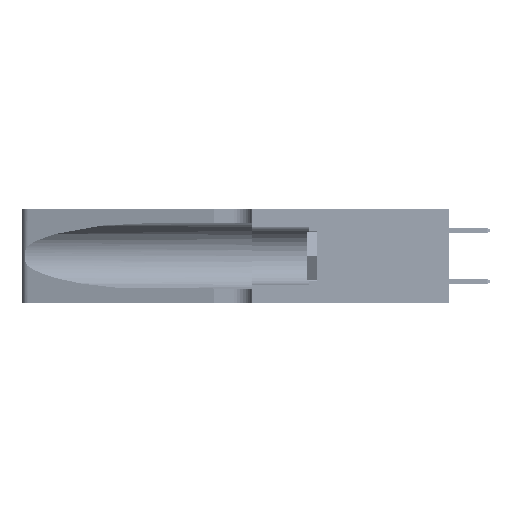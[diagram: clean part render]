
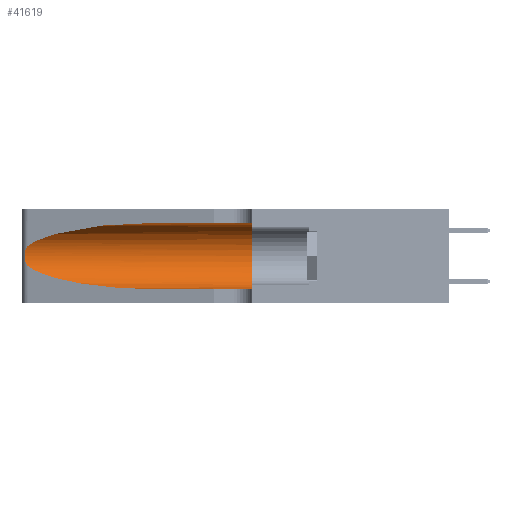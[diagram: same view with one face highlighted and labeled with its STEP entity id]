
A CAD part, left-side view. The second image highlights one B-rep face of the part: STEP entity #41619.
In plain terms, the highlighted cylindrical face has radius 3.308 mm (diameter 6.617 mm), a partial arc.
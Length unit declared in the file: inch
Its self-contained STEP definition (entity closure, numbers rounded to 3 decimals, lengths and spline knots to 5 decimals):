
#1187 = EDGE_CURVE ( 'NONE', #8097, #43636, #8749, .T. ) ;
#1252 = CARTESIAN_POINT ( 'NONE',  ( 0.25487, 1.22718, 0.22369 ) ) ;
#1422 = CARTESIAN_POINT ( 'NONE',  ( 0.26075, 1.23896, 0.19203 ) ) ;
#2264 = CARTESIAN_POINT ( 'NONE',  ( 0.1305, 0.35, 0.31525 ) ) ;
#4731 = VERTEX_POINT ( 'NONE', #30658 ) ;
#4944 = CIRCLE ( 'NONE', #46193, 0.13025 ) ;
#5114 = LINE ( 'NONE', #52070, #47800 ) ;
#5632 = CARTESIAN_POINT ( 'NONE',  ( 0.26017, 1.23833, 0.17102 ) ) ;
#5976 = EDGE_CURVE ( 'NONE', #4731, #16468, #5114, .T. ) ;
#8097 = VERTEX_POINT ( 'NONE', #36627 ) ;
#8749 =( BOUNDED_CURVE ( )  B_SPLINE_CURVE ( 3, ( #17028, #12859, #41833, #45929 ),
 .UNSPECIFIED., .F., .F. ) 
 B_SPLINE_CURVE_WITH_KNOTS ( ( 4, 4 ),
 ( 1.5708, 2.84003 ),
 .UNSPECIFIED. ) 
 CURVE ( )  GEOMETRIC_REPRESENTATION_ITEM ( )  RATIONAL_B_SPLINE_CURVE ( ( 1., 0.87, 0.87, 1. ) ) 
 REPRESENTATION_ITEM ( '' )  );
#9726 = EDGE_LOOP ( 'NONE', ( #34196, #45892, #20136, #32051, #42254, #43048 ) ) ;
#9817 = CARTESIAN_POINT ( 'NONE',  ( 0.25789, 1.23486, 0.15765 ) ) ;
#10058 = CARTESIAN_POINT ( 'NONE',  ( 0.1305, 0.35, 0.185 ) ) ;
#12069 = EDGE_CURVE ( 'NONE', #28448, #4731, #35171, .T. ) ;
#12859 = CARTESIAN_POINT ( 'NONE',  ( 0.18966, 0.96281, 0.31525 ) ) ;
#12956 = EDGE_CURVE ( 'NONE', #43636, #28448, #16516, .T. ) ;
#13708 = EDGE_CURVE ( 'NONE', #8097, #27455, #29512, .T. ) ;
#13726 = CARTESIAN_POINT ( 'NONE',  ( 0.25555, 1.22994, 0.2215 ) ) ;
#13905 = CARTESIAN_POINT ( 'NONE',  ( 0.25555, 1.22993, 0.14849 ) ) ;
#14155 = DIRECTION ( 'NONE',  ( 0., 0., 1. ) ) ;
#14386 = DIRECTION ( 'NONE',  ( 0., -1., 0. ) ) ;
#16468 = VERTEX_POINT ( 'NONE', #43150 ) ;
#16516 = B_SPLINE_CURVE_WITH_KNOTS ( 'NONE', 3,
 ( #1252, #13726, #46846, #22095, #50975, #26227, #1422, #30404, #5632, #34595, #9817, #38755, #13905, #42890 ),
 .UNSPECIFIED., .F., .F.,
 ( 4, 2, 2, 2, 2, 2, 4 ),
 ( 0., 0.00027, 0.00053, 0.00107, 0.0016, 0.00187, 0.00214 ),
 .UNSPECIFIED. ) ;
#17028 = CARTESIAN_POINT ( 'NONE',  ( 0.1305, 0.72297, 0.31525 ) ) ;
#17217 = VECTOR ( 'NONE', #14386, 39.37008 ) ;
#19829 = CARTESIAN_POINT ( 'NONE',  ( 0.25487, 1.22718, 0.14631 ) ) ;
#20136 = ORIENTED_EDGE ( 'NONE', *, *, #12069, .T. ) ;
#22095 = CARTESIAN_POINT ( 'NONE',  ( 0.25787, 1.23484, 0.2124 ) ) ;
#23996 = CARTESIAN_POINT ( 'NONE',  ( 0.2373, 1.15595, 0.08982 ) ) ;
#24654 = CARTESIAN_POINT ( 'NONE',  ( 0.1305, 1.61858, 0.185 ) ) ;
#26227 = CARTESIAN_POINT ( 'NONE',  ( 0.26018, 1.23835, 0.19895 ) ) ;
#27323 = DIRECTION ( 'NONE',  ( 0., -1., 0. ) ) ;
#27455 = VERTEX_POINT ( 'NONE', #2264 ) ;
#28148 = CARTESIAN_POINT ( 'NONE',  ( 0.1305, 0.72297, 0.05475 ) ) ;
#28448 = VERTEX_POINT ( 'NONE', #49540 ) ;
#29512 = LINE ( 'NONE', #35054, #17217 ) ;
#30404 = CARTESIAN_POINT ( 'NONE',  ( 0.26075, 1.23896, 0.178 ) ) ;
#30658 = CARTESIAN_POINT ( 'NONE',  ( 0.1305, 0.72297, 0.05475 ) ) ;
#32051 = ORIENTED_EDGE ( 'NONE', *, *, #5976, .T. ) ;
#34196 = ORIENTED_EDGE ( 'NONE', *, *, #1187, .T. ) ;
#34595 = CARTESIAN_POINT ( 'NONE',  ( 0.25856, 1.23593, 0.16098 ) ) ;
#35054 = CARTESIAN_POINT ( 'NONE',  ( 0.1305, 1.61858, 0.31525 ) ) ;
#35171 =( BOUNDED_CURVE ( )  B_SPLINE_CURVE ( 3, ( #19829, #23996, #52852, #28148 ),
 .UNSPECIFIED., .F., .F. ) 
 B_SPLINE_CURVE_WITH_KNOTS ( ( 4, 4 ),
 ( 3.44316, 4.71239 ),
 .UNSPECIFIED. ) 
 CURVE ( )  GEOMETRIC_REPRESENTATION_ITEM ( )  RATIONAL_B_SPLINE_CURVE ( ( 1., 0.87, 0.87, 1. ) ) 
 REPRESENTATION_ITEM ( '' )  );
#36627 = CARTESIAN_POINT ( 'NONE',  ( 0.1305, 0.72297, 0.31525 ) ) ;
#37289 = CYLINDRICAL_SURFACE ( 'NONE', #39048, 0.13025 ) ;
#38755 = CARTESIAN_POINT ( 'NONE',  ( 0.25639, 1.23186, 0.15144 ) ) ;
#38980 = DIRECTION ( 'NONE',  ( 0., 1., 0. ) ) ;
#39048 = AXIS2_PLACEMENT_3D ( 'NONE', #24654, #53528, #45243 ) ;
#41619 = ADVANCED_FACE ( 'NONE', ( #48398 ), #37289, .F. ) ;
#41833 = CARTESIAN_POINT ( 'NONE',  ( 0.2373, 1.15595, 0.28018 ) ) ;
#42254 = ORIENTED_EDGE ( 'NONE', *, *, #51795, .F. ) ;
#42556 = CARTESIAN_POINT ( 'NONE',  ( 0.25487, 1.22718, 0.22369 ) ) ;
#42890 = CARTESIAN_POINT ( 'NONE',  ( 0.25487, 1.22718, 0.14631 ) ) ;
#43048 = ORIENTED_EDGE ( 'NONE', *, *, #13708, .F. ) ;
#43150 = CARTESIAN_POINT ( 'NONE',  ( 0.1305, 0.35, 0.05475 ) ) ;
#43636 = VERTEX_POINT ( 'NONE', #42556 ) ;
#45243 = DIRECTION ( 'NONE',  ( 0., 0., -1. ) ) ;
#45892 = ORIENTED_EDGE ( 'NONE', *, *, #12956, .T. ) ;
#45929 = CARTESIAN_POINT ( 'NONE',  ( 0.25487, 1.22718, 0.22369 ) ) ;
#46193 = AXIS2_PLACEMENT_3D ( 'NONE', #10058, #38980, #14155 ) ;
#46846 = CARTESIAN_POINT ( 'NONE',  ( 0.25639, 1.23184, 0.21858 ) ) ;
#47800 = VECTOR ( 'NONE', #27323, 39.37008 ) ;
#48398 = FACE_OUTER_BOUND ( 'NONE', #9726, .T. ) ;
#49540 = CARTESIAN_POINT ( 'NONE',  ( 0.25487, 1.22718, 0.14631 ) ) ;
#50975 = CARTESIAN_POINT ( 'NONE',  ( 0.25854, 1.2359, 0.20912 ) ) ;
#51795 = EDGE_CURVE ( 'NONE', #27455, #16468, #4944, .T. ) ;
#52070 = CARTESIAN_POINT ( 'NONE',  ( 0.1305, 1.61858, 0.05475 ) ) ;
#52852 = CARTESIAN_POINT ( 'NONE',  ( 0.18966, 0.96281, 0.05475 ) ) ;
#53528 = DIRECTION ( 'NONE',  ( 0., -1., 0. ) ) ;
